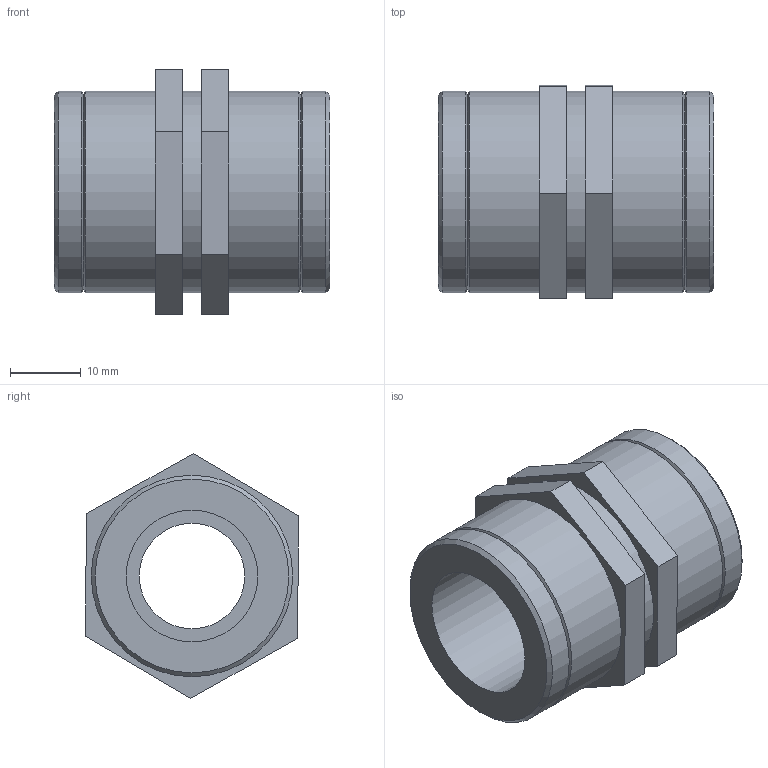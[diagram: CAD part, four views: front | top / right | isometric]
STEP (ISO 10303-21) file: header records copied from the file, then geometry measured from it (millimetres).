
FILE_DESCRIPTION(/* description */ ('PLASSON SOCKET PP 1/2"-1/2"'),/* implementation_level */ '2;1');
FILE_NAME(/* name */ '050107005_0501070050A.ipt.stp',/* time_stamp */ '2017-06-18T09:20:05+03:00',/* author */ ('KIM'),/* organization */ (''),/* preprocessor_version */ 'ST-DEVELOPER v15.6',/* originating_system */ 'Autodesk Inventor 2015',/* authorisation */ '');
FILE_SCHEMA (('AUTOMOTIVE_DESIGN { 1 0 10303 214 3 1 1 }'));
Length unit declared in the file: millimetre
Products named in the file (1): 050107005_0501070050A
Bounding box: 39 x 30.18 x 34.64 mm (x, y, z)
Volume: 15791.9 mm3; surface area: 7368.9 mm2
Topology: 1 solids, 1 shells, 34 faces, 70 edges, 44 vertices
Faces by surface type: plane 20, cylinder 8, cone 6
Full cylindrical faces by diameter (mm): 14.905 x1, 18.631 x2, 28.5 x5
Entity records: 848 total; most frequent: DIRECTION 146, CARTESIAN_POINT 135, ORIENTED_EDGE 112, EDGE_LOOP 56, EDGE_CURVE 56, AXIS2_PLACEMENT_3D 55, VERTEX_POINT 44, LINE 36
